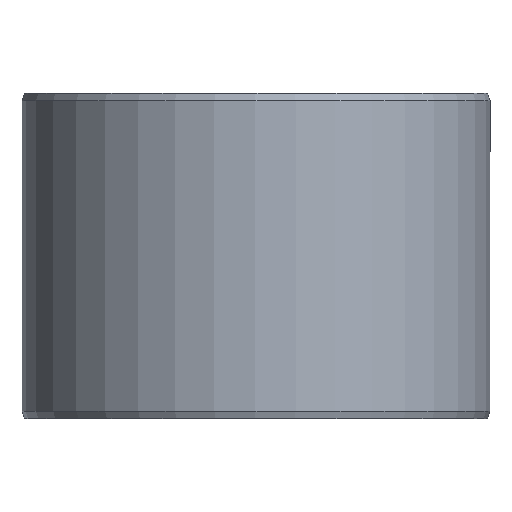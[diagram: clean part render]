
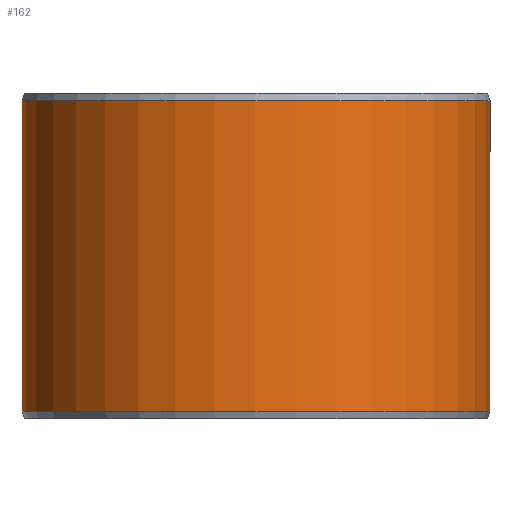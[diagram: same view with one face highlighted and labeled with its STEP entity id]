
A CAD part, front view. The second image highlights one B-rep face of the part: STEP entity #162.
In plain terms, the highlighted cylindrical face has radius 57.5 mm (diameter 115 mm), a partial arc.
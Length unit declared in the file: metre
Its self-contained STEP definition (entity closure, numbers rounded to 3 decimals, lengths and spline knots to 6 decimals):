
#162=ADVANCED_FACE('',(#185,#186),#187,.T.);
#185=FACE_OUTER_BOUND('',#211,.T.);
#186=FACE_BOUND('',#212,.T.);
#187=CYLINDRICAL_SURFACE('',#213,0.0575);
#211=EDGE_LOOP('',(#289,#290,#291,#292));
#212=EDGE_LOOP('',(#293));
#213=AXIS2_PLACEMENT_3D('',#294,#295,#296);
#289=ORIENTED_EDGE('',*,*,#314,.T.);
#290=ORIENTED_EDGE('',*,*,#323,.F.);
#291=ORIENTED_EDGE('',*,*,#309,.F.);
#292=ORIENTED_EDGE('',*,*,#324,.T.);
#293=ORIENTED_EDGE('',*,*,#327,.T.);
#294=CARTESIAN_POINT('',(0.,0.,0.0));
#295=DIRECTION('',(0.,0.0,-1.0));
#296=DIRECTION('',(-1.0,0.0,0.));
#309=EDGE_CURVE('',#341,#342,#343,.T.);
#314=EDGE_CURVE('',#351,#349,#352,.T.);
#323=EDGE_CURVE('',#342,#349,#365,.T.);
#324=EDGE_CURVE('',#341,#351,#366,.T.);
#327=EDGE_CURVE('',#370,#370,#371,.T.);
#341=VERTEX_POINT('',#389);
#342=VERTEX_POINT('',#390);
#343=CIRCLE('',#391,0.0575);
#349=VERTEX_POINT('',#399);
#351=VERTEX_POINT('',#402);
#352=CIRCLE('',#403,0.0575);
#365=LINE('',#422,#423);
#366=LINE('',#424,#425);
#370=VERTEX_POINT('',#503);
#371=B_SPLINE_CURVE_WITH_KNOTS('',3,(#504,#505,#506,#507,#508,#509,#510,#511,#512,#513,#514,#515,#516,#517,#518,#519,#520,#521,#522,#523,#524,#525,#526,#527,#528,#529,#530,#531,#532,#533,#534,#535,#536,#537,#538,#539,#540,#541,#542,#543,#544,#545,#546,#547,#548,#549,#550,#551,#552,#553,#554,#555,#556,#557,#558,#559,#560,#561,#562,#563,#564,#565,#566,#567,#568,#569,#570,#571,#572,#573,#574,#575,#576,#577),.UNSPECIFIED.,.T.,.F.,(2,2,2,2,2,2,2,2,2,2,2,2,2,2,2,2,2,2,2,2,2,2,2,2,2,2,2,2,2,2,2,2,2,2,2,2,2,2,2),(-0.000977,0.0,0.000977,0.001466,0.001955,0.002932,0.003909,0.004887,0.005864,0.006842,0.007819,0.008796,0.009774,0.010262,0.010751,0.011728,0.012706,0.013194,0.013683,0.01466,0.015638,0.016615,0.017593,0.01857,0.019547,0.020525,0.021502,0.022479,0.023457,0.024434,0.024923,0.025411,0.026389,0.027366,0.028344,0.029321,0.030298,0.031276,0.032253),.UNSPECIFIED.);
#389=CARTESIAN_POINT('',(0.001004,0.057491,0.0018));
#390=CARTESIAN_POINT('',(0.,0.0575,0.0018));
#391=AXIS2_PLACEMENT_3D('',#591,#592,#593);
#399=CARTESIAN_POINT('',(0.,0.0575,0.0782));
#402=CARTESIAN_POINT('',(0.001004,0.057491,0.0782));
#403=AXIS2_PLACEMENT_3D('',#600,#601,#602);
#422=CARTESIAN_POINT('',(0.,0.0575,0.0018));
#423=VECTOR('',#615,1.0);
#424=CARTESIAN_POINT('',(0.001004,0.057491,0.0018));
#425=VECTOR('',#616,1.0);
#503=CARTESIAN_POINT('',(0.046525,-0.033788,0.04));
#504=CARTESIAN_POINT('',(0.046525,-0.033788,0.03967));
#505=CARTESIAN_POINT('',(0.046525,-0.033788,0.04033));
#506=CARTESIAN_POINT('',(0.046544,-0.033762,0.040655));
#507=CARTESIAN_POINT('',(0.0466,-0.033685,0.041135));
#508=CARTESIAN_POINT('',(0.046624,-0.033652,0.041293));
#509=CARTESIAN_POINT('',(0.04668,-0.033575,0.041608));
#510=CARTESIAN_POINT('',(0.046712,-0.033529,0.041764));
#511=CARTESIAN_POINT('',(0.046822,-0.033376,0.042218));
#512=CARTESIAN_POINT('',(0.046912,-0.03325,0.042505));
#513=CARTESIAN_POINT('',(0.047121,-0.032953,0.043048));
#514=CARTESIAN_POINT('',(0.047242,-0.032779,0.043305));
#515=CARTESIAN_POINT('',(0.047504,-0.032399,0.043766));
#516=CARTESIAN_POINT('',(0.047646,-0.03219,0.043973));
#517=CARTESIAN_POINT('',(0.04795,-0.031735,0.044339));
#518=CARTESIAN_POINT('',(0.04811,-0.031492,0.044494));
#519=CARTESIAN_POINT('',(0.048437,-0.030987,0.044743));
#520=CARTESIAN_POINT('',(0.048606,-0.030721,0.04484));
#521=CARTESIAN_POINT('',(0.048948,-0.030173,0.044968));
#522=CARTESIAN_POINT('',(0.049118,-0.029897,0.045));
#523=CARTESIAN_POINT('',(0.049454,-0.029337,0.045));
#524=CARTESIAN_POINT('',(0.049622,-0.029052,0.044968));
#525=CARTESIAN_POINT('',(0.049943,-0.028496,0.04484));
#526=CARTESIAN_POINT('',(0.050097,-0.028225,0.044746));
#527=CARTESIAN_POINT('',(0.050318,-0.027828,0.044558));
#528=CARTESIAN_POINT('',(0.05039,-0.027697,0.044487));
#529=CARTESIAN_POINT('',(0.050529,-0.027442,0.044332));
#530=CARTESIAN_POINT('',(0.050596,-0.027319,0.044248));
#531=CARTESIAN_POINT('',(0.050788,-0.026961,0.043977));
#532=CARTESIAN_POINT('',(0.050906,-0.026737,0.04377));
#533=CARTESIAN_POINT('',(0.051122,-0.026322,0.043304));
#534=CARTESIAN_POINT('',(0.051216,-0.026137,0.043051));
#535=CARTESIAN_POINT('',(0.051339,-0.025894,0.042645));
#536=CARTESIAN_POINT('',(0.051377,-0.025819,0.042505));
#537=CARTESIAN_POINT('',(0.051447,-0.02568,0.042216));
#538=CARTESIAN_POINT('',(0.051479,-0.025616,0.042066));
#539=CARTESIAN_POINT('',(0.051563,-0.025447,0.041612));
#540=CARTESIAN_POINT('',(0.051605,-0.025362,0.041301));
#541=CARTESIAN_POINT('',(0.051661,-0.025246,0.04066));
#542=CARTESIAN_POINT('',(0.051676,-0.025217,0.040328));
#543=CARTESIAN_POINT('',(0.051676,-0.025217,0.039675));
#544=CARTESIAN_POINT('',(0.051662,-0.025245,0.039351));
#545=CARTESIAN_POINT('',(0.051605,-0.02536,0.038706));
#546=CARTESIAN_POINT('',(0.051563,-0.025447,0.03839));
#547=CARTESIAN_POINT('',(0.051452,-0.02567,0.037788));
#548=CARTESIAN_POINT('',(0.051383,-0.025809,0.037498));
#549=CARTESIAN_POINT('',(0.051217,-0.026136,0.03695));
#550=CARTESIAN_POINT('',(0.051123,-0.02632,0.036699));
#551=CARTESIAN_POINT('',(0.05091,-0.02673,0.036237));
#552=CARTESIAN_POINT('',(0.05079,-0.026957,0.036026));
#553=CARTESIAN_POINT('',(0.050533,-0.027437,0.035663));
#554=CARTESIAN_POINT('',(0.050395,-0.027689,0.035509));
#555=CARTESIAN_POINT('',(0.050101,-0.028218,0.035257));
#556=CARTESIAN_POINT('',(0.049944,-0.028494,0.035161));
#557=CARTESIAN_POINT('',(0.049624,-0.029048,0.035033));
#558=CARTESIAN_POINT('',(0.04946,-0.029328,0.035));
#559=CARTESIAN_POINT('',(0.04912,-0.029894,0.035));
#560=CARTESIAN_POINT('',(0.048949,-0.030171,0.035032));
#561=CARTESIAN_POINT('',(0.048696,-0.030578,0.035127));
#562=CARTESIAN_POINT('',(0.048611,-0.030712,0.035166));
#563=CARTESIAN_POINT('',(0.048443,-0.030977,0.035261));
#564=CARTESIAN_POINT('',(0.048358,-0.031109,0.035317));
#565=CARTESIAN_POINT('',(0.048111,-0.031491,0.035505));
#566=CARTESIAN_POINT('',(0.047953,-0.031731,0.035658));
#567=CARTESIAN_POINT('',(0.04765,-0.032183,0.03602));
#568=CARTESIAN_POINT('',(0.047506,-0.032396,0.036231));
#569=CARTESIAN_POINT('',(0.047243,-0.032777,0.036692));
#570=CARTESIAN_POINT('',(0.047125,-0.032948,0.036943));
#571=CARTESIAN_POINT('',(0.046914,-0.033247,0.037489));
#572=CARTESIAN_POINT('',(0.046823,-0.033375,0.03778));
#573=CARTESIAN_POINT('',(0.046677,-0.033579,0.038382));
#574=CARTESIAN_POINT('',(0.046621,-0.033657,0.038696));
#575=CARTESIAN_POINT('',(0.046544,-0.033762,0.039343));
#576=CARTESIAN_POINT('',(0.046525,-0.033788,0.03967));
#577=CARTESIAN_POINT('',(0.046525,-0.033788,0.04033));
#591=CARTESIAN_POINT('',(0.,0.,0.0018));
#592=DIRECTION('',(0.,0.0,-1.0));
#593=DIRECTION('',(-1.0,0.0,0.));
#600=CARTESIAN_POINT('',(0.,0.,0.0782));
#601=DIRECTION('',(0.,0.0,-1.0));
#602=DIRECTION('',(-1.0,0.0,0.));
#615=DIRECTION('',(0.,0.,1.0));
#616=DIRECTION('',(0.,0.,1.0));
